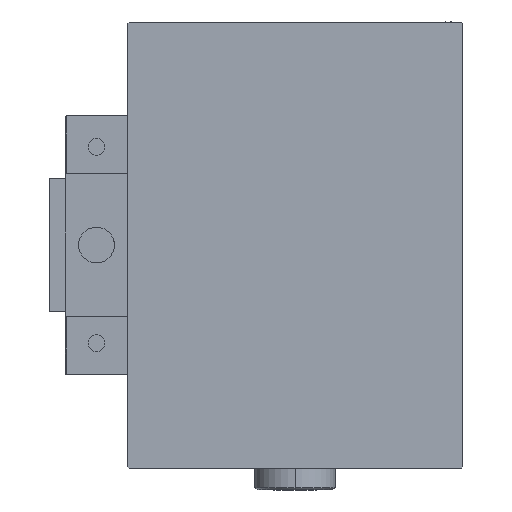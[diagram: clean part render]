
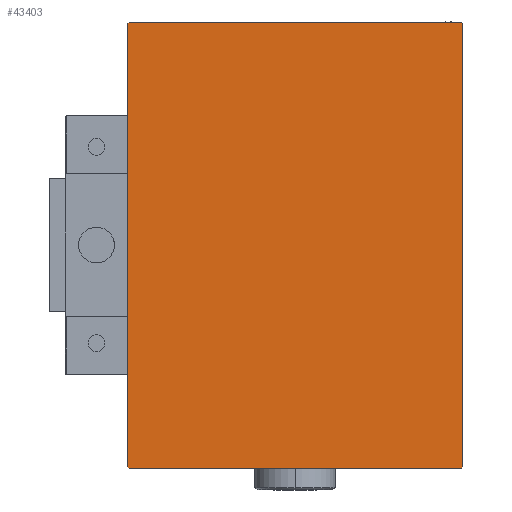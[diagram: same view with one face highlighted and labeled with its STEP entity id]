
A CAD part, left-side view. The second image highlights one B-rep face of the part: STEP entity #43403.
In plain terms, the highlighted face is planar.
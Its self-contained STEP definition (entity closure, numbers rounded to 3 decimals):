
#107 = ORIENTED_EDGE ( 'NONE', *, *, #23445, .T. ) ;
#183 = CARTESIAN_POINT ( 'NONE',  ( 153., 37.2, -50. ) ) ;
#987 = EDGE_LOOP ( 'NONE', ( #49756, #1854, #36808, #49160, #2818, #28843, #107, #46627 ) ) ;
#1854 = ORIENTED_EDGE ( 'NONE', *, *, #18291, .T. ) ;
#2818 = ORIENTED_EDGE ( 'NONE', *, *, #34278, .T. ) ;
#3927 = FACE_OUTER_BOUND ( 'NONE', #987, .T. ) ;
#5504 = LINE ( 'NONE', #29624, #14542 ) ;
#6050 = LINE ( 'NONE', #46542, #44506 ) ;
#7123 = LINE ( 'NONE', #41689, #43209 ) ;
#9097 = VECTOR ( 'NONE', #11927, 1000. ) ;
#10045 = VERTEX_POINT ( 'NONE', #14065 ) ;
#10173 = CARTESIAN_POINT ( 'NONE',  ( 153., -37.2, 50. ) ) ;
#10713 = AXIS2_PLACEMENT_3D ( 'NONE', #28747, #19761, #35595 ) ;
#11706 = LINE ( 'NONE', #47809, #29444 ) ;
#11925 = VERTEX_POINT ( 'NONE', #50487 ) ;
#11927 = DIRECTION ( 'NONE',  ( 0., -0.707, 0.707 ) ) ;
#13303 = CARTESIAN_POINT ( 'NONE',  ( 153., -43.6, -43.6 ) ) ;
#14065 = CARTESIAN_POINT ( 'NONE',  ( 153., -37.2, -50. ) ) ;
#14326 = DIRECTION ( 'NONE',  ( 0., -0.707, -0.707 ) ) ;
#14542 = VECTOR ( 'NONE', #14326, 1000. ) ;
#15075 = VERTEX_POINT ( 'NONE', #38653 ) ;
#16248 = EDGE_CURVE ( 'NONE', #17158, #10045, #48897, .T. ) ;
#17158 = VERTEX_POINT ( 'NONE', #48205 ) ;
#17982 = DIRECTION ( 'NONE',  ( 0., -1., 0. ) ) ;
#18291 = EDGE_CURVE ( 'NONE', #22064, #15075, #7123, .T. ) ;
#19182 = CARTESIAN_POINT ( 'NONE',  ( 153., 43.6, 43.6 ) ) ;
#19761 = DIRECTION ( 'NONE',  ( 1., 0., 0. ) ) ;
#19862 = CARTESIAN_POINT ( 'NONE',  ( 153., 37.5, 49.7 ) ) ;
#22064 = VERTEX_POINT ( 'NONE', #183 ) ;
#23445 = EDGE_CURVE ( 'NONE', #11925, #17158, #38754, .T. ) ;
#26250 = LINE ( 'NONE', #42110, #42375 ) ;
#28747 = CARTESIAN_POINT ( 'NONE',  ( 153., 0., 0. ) ) ;
#28843 = ORIENTED_EDGE ( 'NONE', *, *, #30812, .T. ) ;
#29444 = VECTOR ( 'NONE', #40018, 1000. ) ;
#29624 = CARTESIAN_POINT ( 'NONE',  ( 153., -43.6, 43.6 ) ) ;
#30723 = DIRECTION ( 'NONE',  ( 0., 0.707, 0.707 ) ) ;
#30812 = EDGE_CURVE ( 'NONE', #37458, #11925, #5504, .T. ) ;
#31005 = EDGE_CURVE ( 'NONE', #15075, #41556, #11706, .T. ) ;
#32638 = VERTEX_POINT ( 'NONE', #42248 ) ;
#32770 = DIRECTION ( 'NONE',  ( 0., 0.707, -0.707 ) ) ;
#33780 = DIRECTION ( 'NONE',  ( 0., 1., 0. ) ) ;
#34278 = EDGE_CURVE ( 'NONE', #32638, #37458, #6050, .T. ) ;
#35595 = DIRECTION ( 'NONE',  ( 0., 0., -1. ) ) ;
#36808 = ORIENTED_EDGE ( 'NONE', *, *, #31005, .T. ) ;
#37458 = VERTEX_POINT ( 'NONE', #10173 ) ;
#37596 = VECTOR ( 'NONE', #47334, 1000. ) ;
#38502 = CARTESIAN_POINT ( 'NONE',  ( 153., -37.5, 50. ) ) ;
#38653 = CARTESIAN_POINT ( 'NONE',  ( 153., 37.5, -49.7 ) ) ;
#38754 = LINE ( 'NONE', #38502, #37596 ) ;
#39195 = LINE ( 'NONE', #19182, #9097 ) ;
#39958 = VECTOR ( 'NONE', #32770, 1000. ) ;
#40018 = DIRECTION ( 'NONE',  ( 0., 0., 1. ) ) ;
#41556 = VERTEX_POINT ( 'NONE', #19862 ) ;
#41689 = CARTESIAN_POINT ( 'NONE',  ( 153., 43.6, -43.6 ) ) ;
#42110 = CARTESIAN_POINT ( 'NONE',  ( 153., -37.5, -50. ) ) ;
#42248 = CARTESIAN_POINT ( 'NONE',  ( 153., 37.2, 50. ) ) ;
#42375 = VECTOR ( 'NONE', #33780, 1000. ) ;
#43209 = VECTOR ( 'NONE', #30723, 1000. ) ;
#43403 = ADVANCED_FACE ( 'NONE', ( #3927 ), #48785, .T. ) ;
#44506 = VECTOR ( 'NONE', #17982, 1000. ) ;
#44578 = EDGE_CURVE ( 'NONE', #41556, #32638, #39195, .T. ) ;
#46542 = CARTESIAN_POINT ( 'NONE',  ( 153., 37.5, 50. ) ) ;
#46627 = ORIENTED_EDGE ( 'NONE', *, *, #16248, .T. ) ;
#47334 = DIRECTION ( 'NONE',  ( 0., 0., -1. ) ) ;
#47809 = CARTESIAN_POINT ( 'NONE',  ( 153., 37.5, -50. ) ) ;
#48101 = EDGE_CURVE ( 'NONE', #10045, #22064, #26250, .T. ) ;
#48205 = CARTESIAN_POINT ( 'NONE',  ( 153., -37.5, -49.7 ) ) ;
#48785 = PLANE ( 'NONE',  #10713 ) ;
#48897 = LINE ( 'NONE', #13303, #39958 ) ;
#49160 = ORIENTED_EDGE ( 'NONE', *, *, #44578, .T. ) ;
#49756 = ORIENTED_EDGE ( 'NONE', *, *, #48101, .T. ) ;
#50487 = CARTESIAN_POINT ( 'NONE',  ( 153., -37.5, 49.7 ) ) ;
